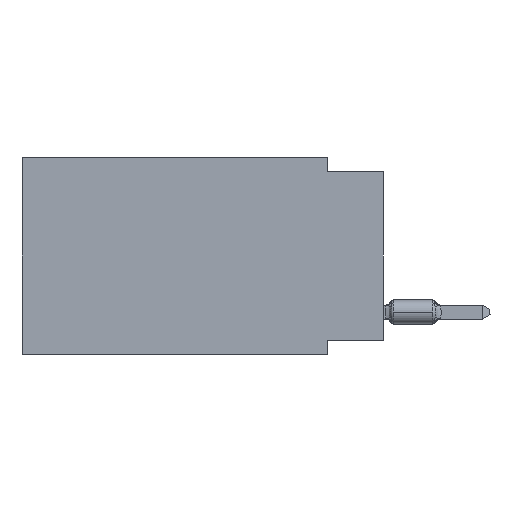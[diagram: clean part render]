
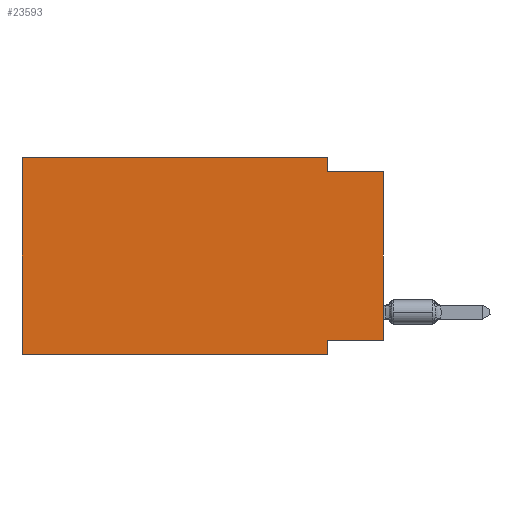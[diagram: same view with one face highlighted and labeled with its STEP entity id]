
A CAD part, left-side view. The second image highlights one B-rep face of the part: STEP entity #23593.
In plain terms, the highlighted planar face has unit normal (-1, 0, 0).
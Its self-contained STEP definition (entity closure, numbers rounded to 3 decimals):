
#635 = LINE ( 'NONE', #15492, #22512 ) ;
#864 = ORIENTED_EDGE ( 'NONE', *, *, #45658, .F. ) ;
#1898 = EDGE_CURVE ( 'NONE', #30300, #36205, #5201, .T. ) ;
#2343 = LINE ( 'NONE', #34988, #12109 ) ;
#3357 = LINE ( 'NONE', #36251, #38534 ) ;
#3595 = DIRECTION ( 'NONE',  ( 0., -1., 0. ) ) ;
#4348 = EDGE_CURVE ( 'NONE', #29114, #9656, #2343, .T. ) ;
#4811 = CARTESIAN_POINT ( 'NONE',  ( 0., 16.383, 0. ) ) ;
#5201 = LINE ( 'NONE', #38820, #26686 ) ;
#5330 = ORIENTED_EDGE ( 'NONE', *, *, #32068, .F. ) ;
#5932 = VERTEX_POINT ( 'NONE', #42099 ) ;
#6760 = DIRECTION ( 'NONE',  ( 0., 0., 1. ) ) ;
#7173 = VERTEX_POINT ( 'NONE', #17842 ) ;
#8660 = DIRECTION ( 'NONE',  ( 0., 0., 1. ) ) ;
#8944 = LINE ( 'NONE', #4811, #46244 ) ;
#9487 = ORIENTED_EDGE ( 'NONE', *, *, #4348, .F. ) ;
#9656 = VERTEX_POINT ( 'NONE', #37756 ) ;
#10225 = VECTOR ( 'NONE', #47121, 1000. ) ;
#10417 = CARTESIAN_POINT ( 'NONE',  ( 0., 0., 0. ) ) ;
#12109 = VECTOR ( 'NONE', #17206, 1000. ) ;
#12194 = FACE_OUTER_BOUND ( 'NONE', #14799, .T. ) ;
#12677 = PLANE ( 'NONE',  #24532 ) ;
#14687 = EDGE_CURVE ( 'NONE', #15832, #29114, #8944, .T. ) ;
#14799 = EDGE_LOOP ( 'NONE', ( #42289, #5330, #9487, #37261, #864, #43736, #19276, #34633 ) ) ;
#15492 = CARTESIAN_POINT ( 'NONE',  ( 0., 16.383, 0. ) ) ;
#15832 = VERTEX_POINT ( 'NONE', #31357 ) ;
#17206 = DIRECTION ( 'NONE',  ( 0., 0., -1. ) ) ;
#17422 = LINE ( 'NONE', #27884, #10225 ) ;
#17842 = CARTESIAN_POINT ( 'NONE',  ( 0., 0., -0.635 ) ) ;
#18778 = CARTESIAN_POINT ( 'NONE',  ( 0., 2.54, 0. ) ) ;
#19276 = ORIENTED_EDGE ( 'NONE', *, *, #1898, .F. ) ;
#19738 = DIRECTION ( 'NONE',  ( 1., 0., 0. ) ) ;
#19767 = LINE ( 'NONE', #34629, #47668 ) ;
#19978 = DIRECTION ( 'NONE',  ( 0., 0., -1. ) ) ;
#20157 = DIRECTION ( 'NONE',  ( 0., -1., 0. ) ) ;
#22512 = VECTOR ( 'NONE', #8660, 1000. ) ;
#22783 = CARTESIAN_POINT ( 'NONE',  ( 0., 2.54, -8.89 ) ) ;
#23593 = ADVANCED_FACE ( 'NONE', ( #12194 ), #12677, .F. ) ;
#24532 = AXIS2_PLACEMENT_3D ( 'NONE', #27033, #19738, #19978 ) ;
#26686 = VECTOR ( 'NONE', #39295, 1000. ) ;
#27033 = CARTESIAN_POINT ( 'NONE',  ( 0., 16.383, 0. ) ) ;
#27884 = CARTESIAN_POINT ( 'NONE',  ( 0., 0., -8.255 ) ) ;
#28901 = LINE ( 'NONE', #10417, #41299 ) ;
#29114 = VERTEX_POINT ( 'NONE', #18778 ) ;
#30300 = VERTEX_POINT ( 'NONE', #43965 ) ;
#30474 = DIRECTION ( 'NONE',  ( 0., -1., 0. ) ) ;
#31357 = CARTESIAN_POINT ( 'NONE',  ( 0., 16.383, 0. ) ) ;
#32068 = EDGE_CURVE ( 'NONE', #9656, #7173, #19767, .T. ) ;
#34629 = CARTESIAN_POINT ( 'NONE',  ( 0., 0., -0.635 ) ) ;
#34633 = ORIENTED_EDGE ( 'NONE', *, *, #40684, .F. ) ;
#34988 = CARTESIAN_POINT ( 'NONE',  ( 0., 2.54, 0. ) ) ;
#36205 = VERTEX_POINT ( 'NONE', #22783 ) ;
#36251 = CARTESIAN_POINT ( 'NONE',  ( 0., 16.383, -8.89 ) ) ;
#37261 = ORIENTED_EDGE ( 'NONE', *, *, #14687, .F. ) ;
#37756 = CARTESIAN_POINT ( 'NONE',  ( 0., 2.54, -0.635 ) ) ;
#38534 = VECTOR ( 'NONE', #3595, 1000. ) ;
#38820 = CARTESIAN_POINT ( 'NONE',  ( 0., 2.54, -8.89 ) ) ;
#39295 = DIRECTION ( 'NONE',  ( 0., 0., -1. ) ) ;
#39319 = EDGE_CURVE ( 'NONE', #5932, #7173, #28901, .T. ) ;
#40684 = EDGE_CURVE ( 'NONE', #5932, #30300, #17422, .T. ) ;
#41299 = VECTOR ( 'NONE', #6760, 1000. ) ;
#42099 = CARTESIAN_POINT ( 'NONE',  ( 0., 0., -8.255 ) ) ;
#42168 = VERTEX_POINT ( 'NONE', #42471 ) ;
#42289 = ORIENTED_EDGE ( 'NONE', *, *, #39319, .T. ) ;
#42471 = CARTESIAN_POINT ( 'NONE',  ( 0., 16.383, -8.89 ) ) ;
#43309 = EDGE_CURVE ( 'NONE', #42168, #36205, #3357, .T. ) ;
#43736 = ORIENTED_EDGE ( 'NONE', *, *, #43309, .T. ) ;
#43965 = CARTESIAN_POINT ( 'NONE',  ( 0., 2.54, -8.255 ) ) ;
#45658 = EDGE_CURVE ( 'NONE', #42168, #15832, #635, .T. ) ;
#46244 = VECTOR ( 'NONE', #20157, 1000. ) ;
#47121 = DIRECTION ( 'NONE',  ( 0., 1., 0. ) ) ;
#47668 = VECTOR ( 'NONE', #30474, 1000. ) ;
